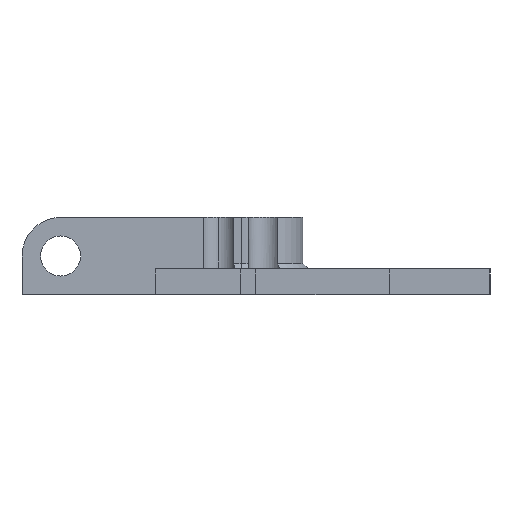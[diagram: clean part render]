
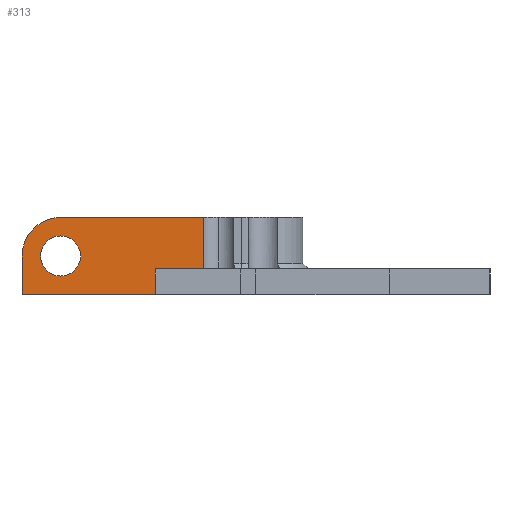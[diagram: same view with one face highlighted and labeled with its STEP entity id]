
A CAD part, left-side view. The second image highlights one B-rep face of the part: STEP entity #313.
In plain terms, the highlighted face is planar.
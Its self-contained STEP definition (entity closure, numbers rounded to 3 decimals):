
#12 = VERTEX_POINT ( 'NONE', #1920 ) ;
#77 = CIRCLE ( 'NONE', #919, 7.5 ) ;
#85 = VERTEX_POINT ( 'NONE', #974 ) ;
#99 = LINE ( 'NONE', #538, #709 ) ;
#105 = LINE ( 'NONE', #1251, #1035 ) ;
#109 = VERTEX_POINT ( 'NONE', #1961 ) ;
#210 = CIRCLE ( 'NONE', #2109, 3.9 ) ;
#212 = DIRECTION ( 'NONE',  ( -1., 0., 0. ) ) ;
#254 = DIRECTION ( 'NONE',  ( 1., 0., 0. ) ) ;
#267 = DIRECTION ( 'NONE',  ( 0., -1., 0. ) ) ;
#313 = ADVANCED_FACE ( 'NONE', ( #1717, #2450 ), #359, .F. ) ;
#329 = CARTESIAN_POINT ( 'NONE',  ( 24.584, 32.5, -27.5 ) ) ;
#343 = VERTEX_POINT ( 'NONE', #2855 ) ;
#359 = PLANE ( 'NONE',  #869 ) ;
#477 = CARTESIAN_POINT ( 'NONE',  ( 42.954, 35., -27.5 ) ) ;
#479 = LINE ( 'NONE', #1703, #939 ) ;
#481 = DIRECTION ( 'NONE',  ( 1., 0., 0. ) ) ;
#503 = ORIENTED_EDGE ( 'NONE', *, *, #2951, .F. ) ;
#508 = ORIENTED_EDGE ( 'NONE', *, *, #1668, .T. ) ;
#538 = CARTESIAN_POINT ( 'NONE',  ( 15.117, 32.5, -27.5 ) ) ;
#676 = CIRCLE ( 'NONE', #1728, 3.9 ) ;
#697 = DIRECTION ( 'NONE',  ( 0., 0., -1. ) ) ;
#709 = VECTOR ( 'NONE', #2018, 1000. ) ;
#725 = VECTOR ( 'NONE', #2405, 1000. ) ;
#769 = CARTESIAN_POINT ( 'NONE',  ( 0., 27.5, -27.5 ) ) ;
#819 = VERTEX_POINT ( 'NONE', #1154 ) ;
#869 = AXIS2_PLACEMENT_3D ( 'NONE', #1011, #2723, #1261 ) ;
#880 = CARTESIAN_POINT ( 'NONE',  ( 24.584, 27.5, -27.5 ) ) ;
#919 = AXIS2_PLACEMENT_3D ( 'NONE', #1718, #697, #481 ) ;
#939 = VECTOR ( 'NONE', #267, 1000. ) ;
#944 = CARTESIAN_POINT ( 'NONE',  ( 24.584, 32.5, -27.5 ) ) ;
#974 = CARTESIAN_POINT ( 'NONE',  ( 50.454, 35., -27.5 ) ) ;
#1004 = ORIENTED_EDGE ( 'NONE', *, *, #1119, .T. ) ;
#1011 = CARTESIAN_POINT ( 'NONE',  ( 24.584, 42.5, -27.5 ) ) ;
#1035 = VECTOR ( 'NONE', #2733, 1000. ) ;
#1079 = EDGE_CURVE ( 'NONE', #3111, #2044, #479, .T. ) ;
#1119 = EDGE_CURVE ( 'NONE', #2161, #12, #210, .T. ) ;
#1154 = CARTESIAN_POINT ( 'NONE',  ( 15.117, 32.5, -27.5 ) ) ;
#1233 = LINE ( 'NONE', #769, #725 ) ;
#1251 = CARTESIAN_POINT ( 'NONE',  ( 24.584, 42.5, -27.5 ) ) ;
#1261 = DIRECTION ( 'NONE',  ( 1., 0., 0. ) ) ;
#1284 = EDGE_CURVE ( 'NONE', #109, #819, #99, .T. ) ;
#1300 = CARTESIAN_POINT ( 'NONE',  ( 42.954, 35., -27.5 ) ) ;
#1376 = CARTESIAN_POINT ( 'NONE',  ( 39.054, 35., -27.5 ) ) ;
#1433 = ORIENTED_EDGE ( 'NONE', *, *, #2394, .F. ) ;
#1540 = DIRECTION ( 'NONE',  ( 1., 0., 0. ) ) ;
#1589 = VECTOR ( 'NONE', #212, 1000. ) ;
#1668 = EDGE_CURVE ( 'NONE', #3111, #819, #1829, .T. ) ;
#1703 = CARTESIAN_POINT ( 'NONE',  ( 24.584, 32.5, -27.5 ) ) ;
#1717 = FACE_BOUND ( 'NONE', #1770, .T. ) ;
#1718 = CARTESIAN_POINT ( 'NONE',  ( 42.954, 35., -27.5 ) ) ;
#1720 = LINE ( 'NONE', #1761, #2066 ) ;
#1728 = AXIS2_PLACEMENT_3D ( 'NONE', #1300, #2514, #1540 ) ;
#1761 = CARTESIAN_POINT ( 'NONE',  ( 50.454, 42.5, -27.5 ) ) ;
#1770 = EDGE_LOOP ( 'NONE', ( #2497, #1004 ) ) ;
#1829 = LINE ( 'NONE', #944, #1589 ) ;
#1920 = CARTESIAN_POINT ( 'NONE',  ( 46.854, 35., -27.5 ) ) ;
#1961 = CARTESIAN_POINT ( 'NONE',  ( 15.117, 42.5, -27.5 ) ) ;
#1997 = EDGE_LOOP ( 'NONE', ( #2421, #508, #2734, #503, #3012, #2743, #1433 ) ) ;
#2018 = DIRECTION ( 'NONE',  ( 0., -1., 0. ) ) ;
#2044 = VERTEX_POINT ( 'NONE', #880 ) ;
#2066 = VECTOR ( 'NONE', #2707, 1000. ) ;
#2109 = AXIS2_PLACEMENT_3D ( 'NONE', #477, #3189, #254 ) ;
#2161 = VERTEX_POINT ( 'NONE', #1376 ) ;
#2165 = EDGE_CURVE ( 'NONE', #343, #85, #77, .T. ) ;
#2394 = EDGE_CURVE ( 'NONE', #2044, #2588, #1233, .T. ) ;
#2405 = DIRECTION ( 'NONE',  ( 1., 0., 0. ) ) ;
#2421 = ORIENTED_EDGE ( 'NONE', *, *, #1079, .F. ) ;
#2450 = FACE_OUTER_BOUND ( 'NONE', #1997, .T. ) ;
#2497 = ORIENTED_EDGE ( 'NONE', *, *, #3054, .T. ) ;
#2514 = DIRECTION ( 'NONE',  ( 0., 0., 1. ) ) ;
#2588 = VERTEX_POINT ( 'NONE', #2988 ) ;
#2707 = DIRECTION ( 'NONE',  ( 0., -1., 0. ) ) ;
#2723 = DIRECTION ( 'NONE',  ( 0., 0., 1. ) ) ;
#2733 = DIRECTION ( 'NONE',  ( -1., 0., 0. ) ) ;
#2734 = ORIENTED_EDGE ( 'NONE', *, *, #1284, .F. ) ;
#2743 = ORIENTED_EDGE ( 'NONE', *, *, #3058, .T. ) ;
#2855 = CARTESIAN_POINT ( 'NONE',  ( 42.954, 42.5, -27.5 ) ) ;
#2951 = EDGE_CURVE ( 'NONE', #343, #109, #105, .T. ) ;
#2988 = CARTESIAN_POINT ( 'NONE',  ( 50.454, 27.5, -27.5 ) ) ;
#3012 = ORIENTED_EDGE ( 'NONE', *, *, #2165, .T. ) ;
#3054 = EDGE_CURVE ( 'NONE', #12, #2161, #676, .T. ) ;
#3058 = EDGE_CURVE ( 'NONE', #85, #2588, #1720, .T. ) ;
#3111 = VERTEX_POINT ( 'NONE', #329 ) ;
#3189 = DIRECTION ( 'NONE',  ( 0., 0., 1. ) ) ;
